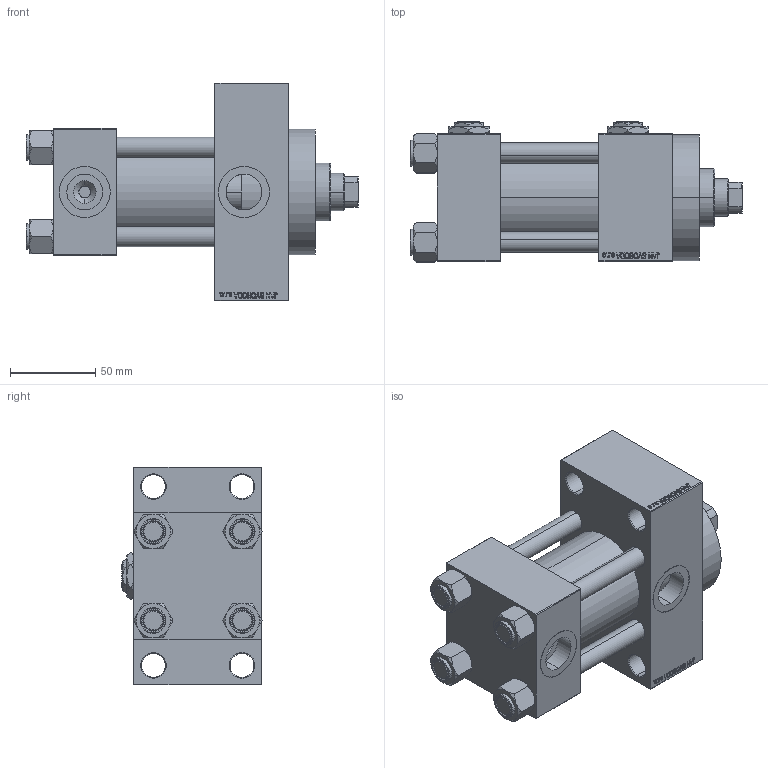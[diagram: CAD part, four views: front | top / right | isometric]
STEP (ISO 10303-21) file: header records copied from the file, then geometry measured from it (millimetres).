
FILE_DESCRIPTION (( 'STEP AP203' ), '1' );
FILE_NAME ('8464.STEP', '2025-04-22T16:42:40', ( '' ), ( '' ), 'SwSTEP 2.0', 'SolidWorks 2019', '' );
FILE_SCHEMA (( 'CONFIG_CONTROL_DESIGN' ));
Length unit declared in the file: millimetre
Products named in the file (7): V215CR_D_TYCINKA 9f89256f41b4c8fc409a33d5b143eb2d; 8464; Zatka_pro_OIL_PORT 9f89256f41b4c8fc409a33d5b143eb2d; V215CR_D_Body 9f89256f41b4c8fc409a33d5b143eb2d; V215_VC_A 9f89256f41b4c8fc409a33d5b143eb2d; NUT_M5_D 9f89256f41b4c8fc409a33d5b143eb2d; V215CR_VCP_D 9f89256f41b4c8fc409a33d5b143eb2d
Assembly tree (13 placements, depth 2):
  8464
    V215CR_D_Body 9f89256f41b4c8fc409a33d5b143eb2d
    V215CR_VCP_D 9f89256f41b4c8fc409a33d5b143eb2d
    NUT_M5_D 9f89256f41b4c8fc409a33d5b143eb2d  x4
    V215CR_D_TYCINKA 9f89256f41b4c8fc409a33d5b143eb2d  x4
    V215_VC_A 9f89256f41b4c8fc409a33d5b143eb2d
    Zatka_pro_OIL_PORT 9f89256f41b4c8fc409a33d5b143eb2d  x2
Bounding box: 195 x 82.27 x 128 mm (x, y, z)
Volume: 802176.9 mm3; surface area: 169183 mm2
Topology: 13 solids, 13 shells, 1205 faces, 2984 edges, 1921 vertices
Faces by surface type: plane 545, bspline 368, cone 184, cylinder 100, torus 8
Entity records: 49289 total; most frequent: CARTESIAN_POINT 25713, ORIENTED_EDGE 5268, DIRECTION 3452, EDGE_CURVE 2634, VERTEX_POINT 1719, VECTOR 1552, LINE 1552, EDGE_LOOP 1181
